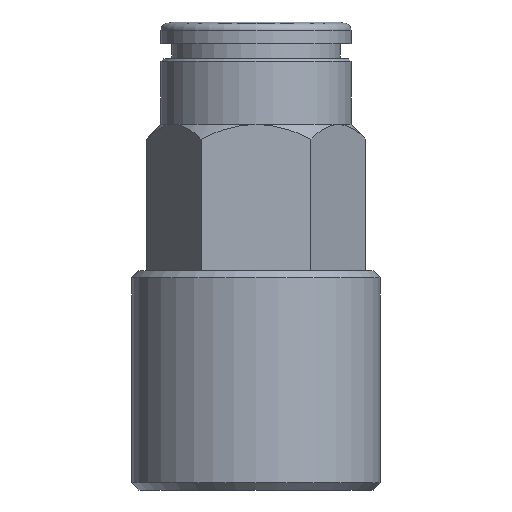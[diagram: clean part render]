
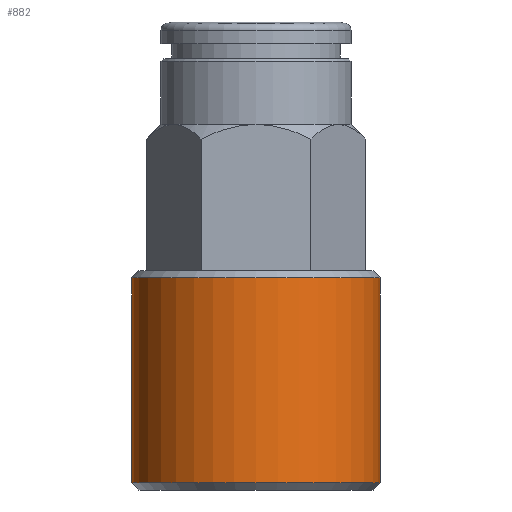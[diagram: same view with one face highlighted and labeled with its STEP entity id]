
A CAD part, front view. The second image highlights one B-rep face of the part: STEP entity #882.
In plain terms, the highlighted cylindrical face has radius 8.5 mm (diameter 17 mm), a full revolution.
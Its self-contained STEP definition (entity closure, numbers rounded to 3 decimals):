
#109=FACE_OUTER_BOUND('',#164,.T.);
#164=EDGE_LOOP('',(#753,#754,#755,#756,#757,#758,#759));
#205=LINE('',#1593,#241);
#241=VECTOR('',#1303,8.5);
#306=CIRCLE('',#1002,8.5);
#307=CIRCLE('',#1003,8.5);
#317=CIRCLE('',#1023,8.5);
#318=CIRCLE('',#1024,8.5);
#319=CIRCLE('',#1025,8.5);
#388=VERTEX_POINT('',#1502);
#389=VERTEX_POINT('',#1503);
#405=VERTEX_POINT('',#1585);
#406=VERTEX_POINT('',#1586);
#407=VERTEX_POINT('',#1589);
#495=EDGE_CURVE('',#388,#389,#306,.T.);
#497=EDGE_CURVE('',#389,#388,#307,.T.);
#527=EDGE_CURVE('',#405,#406,#317,.T.);
#529=EDGE_CURVE('',#406,#407,#318,.T.);
#530=EDGE_CURVE('',#407,#405,#319,.T.);
#531=EDGE_CURVE('',#407,#389,#205,.T.);
#753=ORIENTED_EDGE('',*,*,#527,.F.);
#754=ORIENTED_EDGE('',*,*,#530,.F.);
#755=ORIENTED_EDGE('',*,*,#531,.T.);
#756=ORIENTED_EDGE('',*,*,#495,.F.);
#757=ORIENTED_EDGE('',*,*,#497,.F.);
#758=ORIENTED_EDGE('',*,*,#531,.F.);
#759=ORIENTED_EDGE('',*,*,#529,.F.);
#794=CYLINDRICAL_SURFACE('',#1026,8.5);
#882=ADVANCED_FACE('',(#109),#794,.T.);
#1002=AXIS2_PLACEMENT_3D('',#1504,#1243,#1244);
#1003=AXIS2_PLACEMENT_3D('',#1506,#1246,#1247);
#1023=AXIS2_PLACEMENT_3D('',#1587,#1294,#1295);
#1024=AXIS2_PLACEMENT_3D('',#1590,#1297,#1298);
#1025=AXIS2_PLACEMENT_3D('',#1591,#1299,#1300);
#1026=AXIS2_PLACEMENT_3D('',#1592,#1301,#1302);
#1243=DIRECTION('center_axis',(0.,0.,1.));
#1244=DIRECTION('ref_axis',(1.,0.,0.));
#1246=DIRECTION('center_axis',(0.,0.,1.));
#1247=DIRECTION('ref_axis',(1.,0.,0.));
#1294=DIRECTION('center_axis',(0.,0.,-1.));
#1295=DIRECTION('ref_axis',(-1.,0.,0.));
#1297=DIRECTION('center_axis',(0.,0.,-1.));
#1298=DIRECTION('ref_axis',(-1.,0.,0.));
#1299=DIRECTION('center_axis',(0.,0.,-1.));
#1300=DIRECTION('ref_axis',(-1.,0.,0.));
#1301=DIRECTION('center_axis',(0.,0.,-1.));
#1302=DIRECTION('ref_axis',(-1.,0.,0.));
#1303=DIRECTION('',(0.,0.,1.));
#1502=CARTESIAN_POINT('',(6.578,7.909,14.348));
#1503=CARTESIAN_POINT('',(15.078,16.409,14.348));
#1504=CARTESIAN_POINT('Origin',(6.578,16.409,14.348));
#1506=CARTESIAN_POINT('Origin',(6.578,16.409,14.348));
#1585=CARTESIAN_POINT('',(6.578,7.909,0.348));
#1586=CARTESIAN_POINT('',(-1.922,16.409,0.348));
#1587=CARTESIAN_POINT('Origin',(6.578,16.409,0.348));
#1589=CARTESIAN_POINT('',(15.078,16.409,0.348));
#1590=CARTESIAN_POINT('Origin',(6.578,16.409,0.348));
#1591=CARTESIAN_POINT('Origin',(6.578,16.409,0.348));
#1592=CARTESIAN_POINT('Origin',(6.578,16.409,14.348));
#1593=CARTESIAN_POINT('',(15.078,16.409,14.348));
